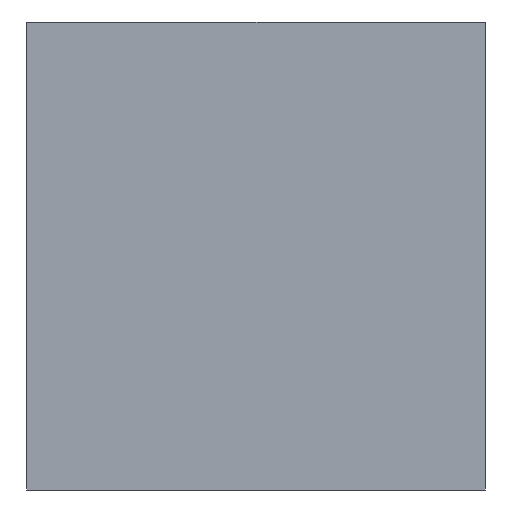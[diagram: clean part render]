
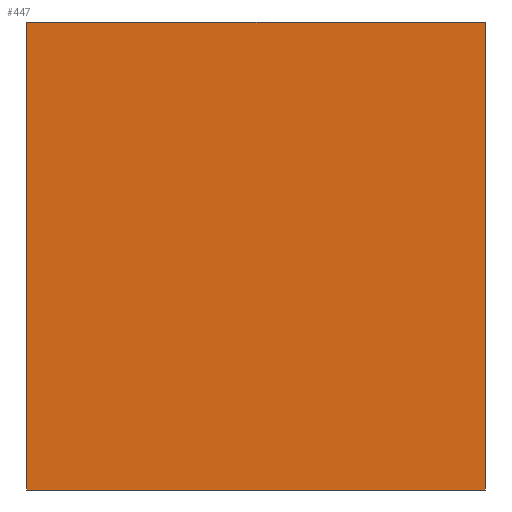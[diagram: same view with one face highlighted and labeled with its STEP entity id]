
A CAD part, left-side view. The second image highlights one B-rep face of the part: STEP entity #447.
In plain terms, the highlighted face is planar.
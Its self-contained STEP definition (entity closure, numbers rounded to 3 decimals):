
#15 = DIRECTION ( 'NONE',  ( 0., 0., 1. ) ) ;
#17 = LINE ( 'NONE', #560, #542 ) ;
#52 = DIRECTION ( 'NONE',  ( 0., -1., 0. ) ) ;
#65 = VECTOR ( 'NONE', #432, 1000. ) ;
#90 = CARTESIAN_POINT ( 'NONE',  ( 82., 100., 20. ) ) ;
#98 = CARTESIAN_POINT ( 'NONE',  ( 82., 100., 20. ) ) ;
#116 = VERTEX_POINT ( 'NONE', #478 ) ;
#125 = LINE ( 'NONE', #822, #837 ) ;
#140 = ORIENTED_EDGE ( 'NONE', *, *, #256, .T. ) ;
#147 = EDGE_CURVE ( 'NONE', #199, #116, #505, .T. ) ;
#176 = CARTESIAN_POINT ( 'NONE',  ( 82., 100., -82. ) ) ;
#199 = VERTEX_POINT ( 'NONE', #238 ) ;
#227 = DIRECTION ( 'NONE',  ( 0., 0., -1. ) ) ;
#238 = CARTESIAN_POINT ( 'NONE',  ( 82., 0., 20. ) ) ;
#253 = EDGE_CURVE ( 'NONE', #733, #116, #483, .T. ) ;
#256 = EDGE_CURVE ( 'NONE', #468, #199, #125, .T. ) ;
#316 = ORIENTED_EDGE ( 'NONE', *, *, #253, .F. ) ;
#344 = ORIENTED_EDGE ( 'NONE', *, *, #147, .T. ) ;
#432 = DIRECTION ( 'NONE',  ( 0., 0., -1. ) ) ;
#447 = ADVANCED_FACE ( 'NONE', ( #585 ), #672, .F. ) ;
#468 = VERTEX_POINT ( 'NONE', #98 ) ;
#478 = CARTESIAN_POINT ( 'NONE',  ( 82., 0., -82. ) ) ;
#483 = LINE ( 'NONE', #176, #577 ) ;
#496 = DIRECTION ( 'NONE',  ( -1., 0., 0. ) ) ;
#505 = LINE ( 'NONE', #777, #65 ) ;
#513 = AXIS2_PLACEMENT_3D ( 'NONE', #90, #496, #15 ) ;
#542 = VECTOR ( 'NONE', #227, 1000. ) ;
#553 = CARTESIAN_POINT ( 'NONE',  ( 82., 100., -82. ) ) ;
#560 = CARTESIAN_POINT ( 'NONE',  ( 82., 100., 20. ) ) ;
#577 = VECTOR ( 'NONE', #753, 1000. ) ;
#585 = FACE_OUTER_BOUND ( 'NONE', #720, .T. ) ;
#672 = PLANE ( 'NONE',  #513 ) ;
#677 = EDGE_CURVE ( 'NONE', #468, #733, #17, .T. ) ;
#720 = EDGE_LOOP ( 'NONE', ( #344, #316, #795, #140 ) ) ;
#733 = VERTEX_POINT ( 'NONE', #553 ) ;
#753 = DIRECTION ( 'NONE',  ( 0., -1., 0. ) ) ;
#777 = CARTESIAN_POINT ( 'NONE',  ( 82., 0., 20. ) ) ;
#795 = ORIENTED_EDGE ( 'NONE', *, *, #677, .F. ) ;
#822 = CARTESIAN_POINT ( 'NONE',  ( 82., 100., 20. ) ) ;
#837 = VECTOR ( 'NONE', #52, 1000. ) ;
